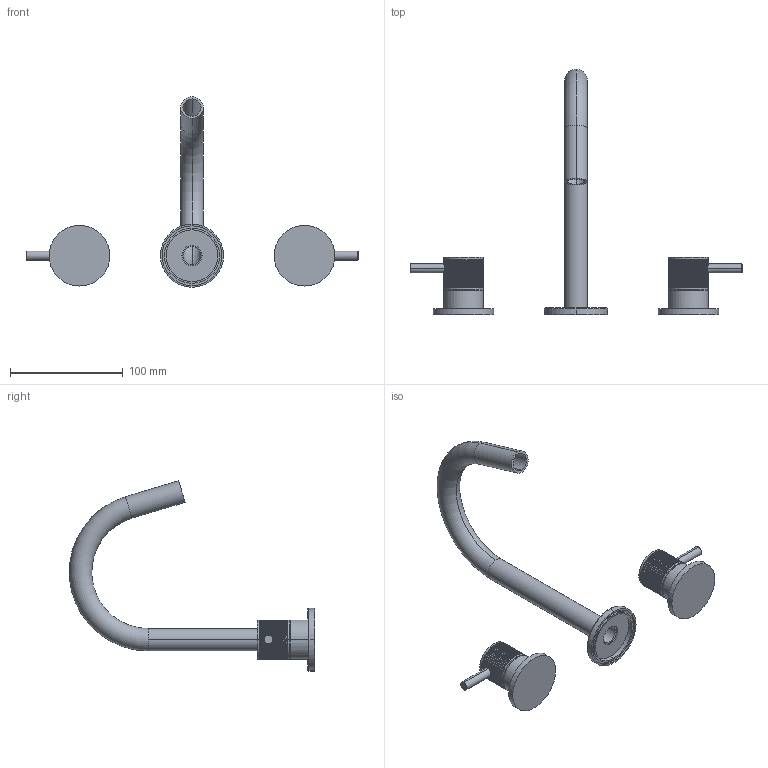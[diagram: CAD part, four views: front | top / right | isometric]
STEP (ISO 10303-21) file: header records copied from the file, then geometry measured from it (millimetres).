
FILE_DESCRIPTION (( 'STEP AP214' ), '1' );
FILE_NAME ('CO303.F_STEP_V20424.STEP', '2024-04-11T07:42:36', ( '' ), ( '' ), 'SwSTEP 2.0', 'SolidWorks 2019', '' );
FILE_SCHEMA (( 'AUTOMOTIVE_DESIGN' ));
Length unit declared in the file: millimetre
Products named in the file (4): CO203_base plate_v11023; CO303.F_STEP_V20424; Standard 35mm BM Handle_v11023_3TH Fluted NEW; CO203 Spout_20mm_V10723
Assembly tree (4 placements, depth 2):
  CO303.F_STEP_V20424
    CO203 Spout_20mm_V10723
    CO203_base plate_v11023
    Standard 35mm BM Handle_v11023_3TH Fluted NEW  x2
Bounding box: 295 x 217.87 x 169.2 mm (x, y, z)
Volume: 120351.1 mm3; surface area: 80681.8 mm2
Topology: 4 solids, 6 shells, 1264 faces, 2904 edges, 1770 vertices
Faces by surface type: cylinder 494, bspline 480, plane 280, torus 10
Entity records: 37873 total; most frequent: CARTESIAN_POINT 26005, ORIENTED_EDGE 2976, EDGE_CURVE 1488, DIRECTION 1440, B_SPLINE_CURVE_WITH_KNOTS 942, VERTEX_POINT 908, EDGE_LOOP 714, ADVANCED_FACE 649
